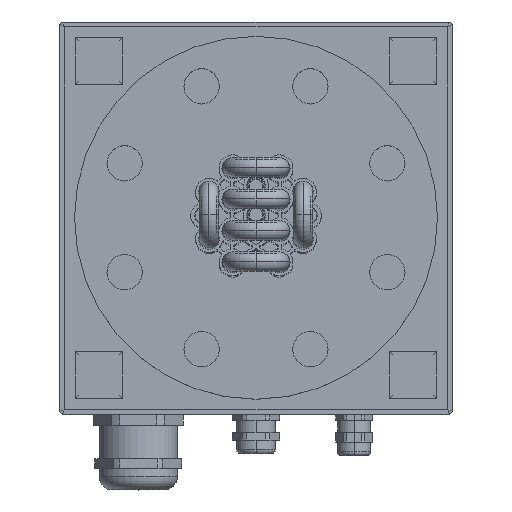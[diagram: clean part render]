
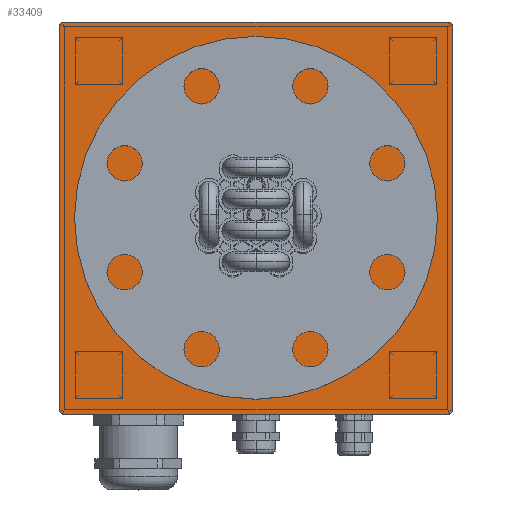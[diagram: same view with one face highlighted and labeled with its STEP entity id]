
A CAD part, top view. The second image highlights one B-rep face of the part: STEP entity #33409.
In plain terms, the highlighted face is planar.
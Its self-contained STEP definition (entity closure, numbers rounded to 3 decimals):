
#103 = ORIENTED_EDGE ( 'NONE', *, *, #2639, .F. ) ;
#122 = AXIS2_PLACEMENT_3D ( 'NONE', #24847, #22695, #25199 ) ;
#1111 = CARTESIAN_POINT ( 'NONE',  ( -100., 98., -4. ) ) ;
#1467 = ORIENTED_EDGE ( 'NONE', *, *, #31822, .F. ) ;
#1597 = LINE ( 'NONE', #11953, #34085 ) ;
#2639 = EDGE_CURVE ( 'NONE', #4466, #10257, #31252, .T. ) ;
#2682 = PLANE ( 'NONE',  #29874 ) ;
#2706 = ORIENTED_EDGE ( 'NONE', *, *, #25559, .F. ) ;
#2990 = CARTESIAN_POINT ( 'NONE',  ( -98., 98., -4. ) ) ;
#4286 = ORIENTED_EDGE ( 'NONE', *, *, #26563, .T. ) ;
#4466 = VERTEX_POINT ( 'NONE', #26577 ) ;
#6303 = CARTESIAN_POINT ( 'NONE',  ( 100., 98., -4. ) ) ;
#7084 = AXIS2_PLACEMENT_3D ( 'NONE', #15947, #15290, #18800 ) ;
#7336 = EDGE_CURVE ( 'NONE', #22855, #22704, #25383, .T. ) ;
#7826 = DIRECTION ( 'NONE',  ( 1., 0., 0. ) ) ;
#8432 = ORIENTED_EDGE ( 'NONE', *, *, #7336, .F. ) ;
#8592 = DIRECTION ( 'NONE',  ( 1., 0., 0. ) ) ;
#8608 = VERTEX_POINT ( 'NONE', #31978 ) ;
#9132 = ORIENTED_EDGE ( 'NONE', *, *, #19652, .F. ) ;
#9345 = DIRECTION ( 'NONE',  ( 0., 1., 0. ) ) ;
#9368 = EDGE_CURVE ( 'NONE', #17570, #13031, #28272, .T. ) ;
#9937 = CIRCLE ( 'NONE', #7084, 2. ) ;
#10033 = AXIS2_PLACEMENT_3D ( 'NONE', #25515, #27666, #8592 ) ;
#10257 = VERTEX_POINT ( 'NONE', #12166 ) ;
#10292 = LINE ( 'NONE', #19026, #30325 ) ;
#11086 = AXIS2_PLACEMENT_3D ( 'NONE', #13548, #24421, #7826 ) ;
#11953 = CARTESIAN_POINT ( 'NONE',  ( -98., 100., -4. ) ) ;
#12166 = CARTESIAN_POINT ( 'NONE',  ( 98., -100., -4. ) ) ;
#13031 = VERTEX_POINT ( 'NONE', #33735 ) ;
#13281 = ORIENTED_EDGE ( 'NONE', *, *, #23987, .F. ) ;
#13548 = CARTESIAN_POINT ( 'NONE',  ( -98., -98., -4. ) ) ;
#13579 = DIRECTION ( 'NONE',  ( -1., 0., 0. ) ) ;
#13695 = DIRECTION ( 'NONE',  ( 1., 0., 0. ) ) ;
#13700 = VECTOR ( 'NONE', #9345, 1000. ) ;
#14234 = CARTESIAN_POINT ( 'NONE',  ( 100., 98., -4. ) ) ;
#14582 = CIRCLE ( 'NONE', #19145, 2. ) ;
#15290 = DIRECTION ( 'NONE',  ( 0., 0., 1. ) ) ;
#15453 = DIRECTION ( 'NONE',  ( 0., 0., 1. ) ) ;
#15903 = DIRECTION ( 'NONE',  ( 0., 0., -1. ) ) ;
#15947 = CARTESIAN_POINT ( 'NONE',  ( 98., -98., -4. ) ) ;
#16798 = CIRCLE ( 'NONE', #11086, 2. ) ;
#17570 = VERTEX_POINT ( 'NONE', #33075 ) ;
#18686 = EDGE_CURVE ( 'NONE', #22704, #8608, #20623, .T. ) ;
#18781 = ORIENTED_EDGE ( 'NONE', *, *, #9368, .T. ) ;
#18800 = DIRECTION ( 'NONE',  ( 1., 0., 0. ) ) ;
#18900 = CARTESIAN_POINT ( 'NONE',  ( -98., -100., -4. ) ) ;
#19026 = CARTESIAN_POINT ( 'NONE',  ( -100., 98., -4. ) ) ;
#19145 = AXIS2_PLACEMENT_3D ( 'NONE', #2990, #24748, #13695 ) ;
#19652 = EDGE_CURVE ( 'NONE', #10257, #22855, #9937, .T. ) ;
#20623 = CIRCLE ( 'NONE', #122, 2. ) ;
#21426 = CIRCLE ( 'NONE', #10033, 45.45 ) ;
#21957 = VERTEX_POINT ( 'NONE', #1111 ) ;
#22261 = ORIENTED_EDGE ( 'NONE', *, *, #18686, .F. ) ;
#22555 = EDGE_CURVE ( 'NONE', #8608, #23777, #1597, .T. ) ;
#22695 = DIRECTION ( 'NONE',  ( 0., 0., 1. ) ) ;
#22704 = VERTEX_POINT ( 'NONE', #14234 ) ;
#22855 = VERTEX_POINT ( 'NONE', #25456 ) ;
#23527 = CARTESIAN_POINT ( 'NONE',  ( -100., -98., -4. ) ) ;
#23777 = VERTEX_POINT ( 'NONE', #27271 ) ;
#23987 = EDGE_CURVE ( 'NONE', #21957, #31729, #10292, .T. ) ;
#24082 = DIRECTION ( 'NONE',  ( 1., 0., 0. ) ) ;
#24379 = EDGE_LOOP ( 'NONE', ( #22261, #8432, #9132, #103, #2706, #13281, #1467, #26297 ) ) ;
#24421 = DIRECTION ( 'NONE',  ( 0., 0., 1. ) ) ;
#24748 = DIRECTION ( 'NONE',  ( 0., 0., 1. ) ) ;
#24847 = CARTESIAN_POINT ( 'NONE',  ( 98., 98., -4. ) ) ;
#25199 = DIRECTION ( 'NONE',  ( -1., 0., 0. ) ) ;
#25304 = EDGE_LOOP ( 'NONE', ( #18781, #4286 ) ) ;
#25383 = LINE ( 'NONE', #6303, #13700 ) ;
#25418 = AXIS2_PLACEMENT_3D ( 'NONE', #30656, #15453, #27825 ) ;
#25456 = CARTESIAN_POINT ( 'NONE',  ( 100., -98., -4. ) ) ;
#25515 = CARTESIAN_POINT ( 'NONE',  ( 0., 0., -4. ) ) ;
#25559 = EDGE_CURVE ( 'NONE', #31729, #4466, #16798, .T. ) ;
#26297 = ORIENTED_EDGE ( 'NONE', *, *, #22555, .F. ) ;
#26563 = EDGE_CURVE ( 'NONE', #13031, #17570, #21426, .T. ) ;
#26577 = CARTESIAN_POINT ( 'NONE',  ( -98., -100., -4. ) ) ;
#27271 = CARTESIAN_POINT ( 'NONE',  ( -98., 100., -4. ) ) ;
#27666 = DIRECTION ( 'NONE',  ( 0., 0., 1. ) ) ;
#27825 = DIRECTION ( 'NONE',  ( 1., 0., 0. ) ) ;
#28272 = CIRCLE ( 'NONE', #25418, 45.45 ) ;
#28886 = VECTOR ( 'NONE', #24082, 1000. ) ;
#29439 = CARTESIAN_POINT ( 'NONE',  ( 98., 98., -4. ) ) ;
#29598 = FACE_BOUND ( 'NONE', #25304, .T. ) ;
#29872 = DIRECTION ( 'NONE',  ( 0., -1., 0. ) ) ;
#29874 = AXIS2_PLACEMENT_3D ( 'NONE', #29439, #15903, #13579 ) ;
#30325 = VECTOR ( 'NONE', #29872, 1000. ) ;
#30656 = CARTESIAN_POINT ( 'NONE',  ( 0., 0., -4. ) ) ;
#31016 = DIRECTION ( 'NONE',  ( -1., 0., 0. ) ) ;
#31252 = LINE ( 'NONE', #18900, #28886 ) ;
#31729 = VERTEX_POINT ( 'NONE', #23527 ) ;
#31822 = EDGE_CURVE ( 'NONE', #23777, #21957, #14582, .T. ) ;
#31947 = FACE_OUTER_BOUND ( 'NONE', #24379, .T. ) ;
#31978 = CARTESIAN_POINT ( 'NONE',  ( 98., 100., -4. ) ) ;
#33075 = CARTESIAN_POINT ( 'NONE',  ( 45.45, 0., -4. ) ) ;
#33409 = ADVANCED_FACE ( 'NONE', ( #29598, #31947 ), #2682, .T. ) ;
#33735 = CARTESIAN_POINT ( 'NONE',  ( -45.45, 0., -4. ) ) ;
#34085 = VECTOR ( 'NONE', #31016, 1000. ) ;
